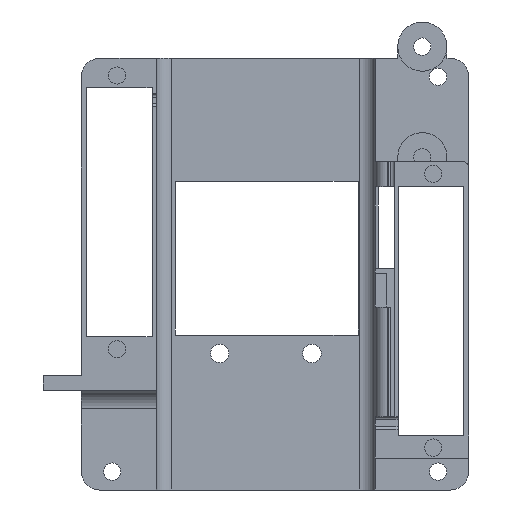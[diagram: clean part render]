
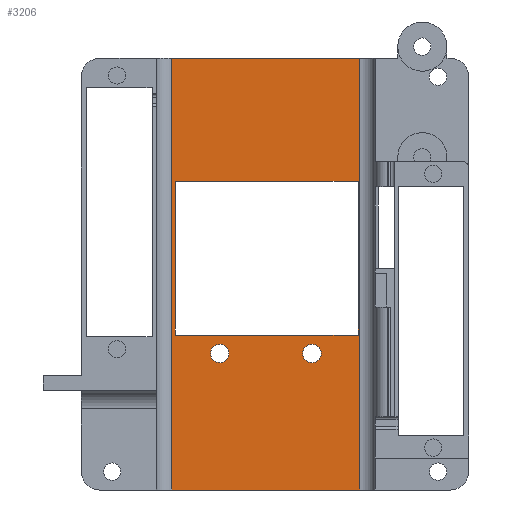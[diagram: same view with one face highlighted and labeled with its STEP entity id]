
A CAD part, front view. The second image highlights one B-rep face of the part: STEP entity #3206.
In plain terms, the highlighted planar face has unit normal (0, -1, 0).
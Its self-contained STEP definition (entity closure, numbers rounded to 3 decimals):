
#113=FACE_BOUND('',#450,.T.);
#114=FACE_BOUND('',#451,.T.);
#115=FACE_BOUND('',#452,.T.);
#245=FACE_OUTER_BOUND('',#449,.T.);
#449=EDGE_LOOP('',(#2799,#2800,#2801,#2802));
#450=EDGE_LOOP('',(#2803));
#451=EDGE_LOOP('',(#2804,#2805,#2806,#2807));
#452=EDGE_LOOP('',(#2808));
#594=CIRCLE('',#3490,1.5);
#595=CIRCLE('',#3491,1.5);
#792=LINE('',#4933,#1142);
#892=LINE('',#5209,#1242);
#893=LINE('',#5213,#1243);
#900=LINE('',#5243,#1250);
#901=LINE('',#5248,#1251);
#902=LINE('',#5250,#1252);
#903=LINE('',#5252,#1253);
#904=LINE('',#5253,#1254);
#1142=VECTOR('',#3981,10.);
#1242=VECTOR('',#4251,10.);
#1243=VECTOR('',#4256,10.);
#1250=VECTOR('',#4301,10.);
#1251=VECTOR('',#4304,10.);
#1252=VECTOR('',#4305,10.);
#1253=VECTOR('',#4306,10.);
#1254=VECTOR('',#4307,10.);
#1481=VERTEX_POINT('',#4930);
#1482=VERTEX_POINT('',#4932);
#1573=VERTEX_POINT('',#5207);
#1574=VERTEX_POINT('',#5211);
#1579=VERTEX_POINT('',#5244);
#1580=VERTEX_POINT('',#5246);
#1581=VERTEX_POINT('',#5247);
#1582=VERTEX_POINT('',#5249);
#1583=VERTEX_POINT('',#5251);
#1584=VERTEX_POINT('',#5254);
#1854=EDGE_CURVE('',#1481,#1482,#792,.T.);
#1992=EDGE_CURVE('',#1482,#1573,#892,.T.);
#1994=EDGE_CURVE('',#1574,#1481,#893,.T.);
#2007=EDGE_CURVE('',#1574,#1573,#900,.T.);
#2008=EDGE_CURVE('',#1579,#1579,#594,.T.);
#2009=EDGE_CURVE('',#1580,#1581,#901,.T.);
#2010=EDGE_CURVE('',#1582,#1580,#902,.T.);
#2011=EDGE_CURVE('',#1583,#1582,#903,.T.);
#2012=EDGE_CURVE('',#1581,#1583,#904,.T.);
#2013=EDGE_CURVE('',#1584,#1584,#595,.T.);
#2799=ORIENTED_EDGE('',*,*,#1992,.F.);
#2800=ORIENTED_EDGE('',*,*,#1854,.F.);
#2801=ORIENTED_EDGE('',*,*,#1994,.F.);
#2802=ORIENTED_EDGE('',*,*,#2007,.T.);
#2803=ORIENTED_EDGE('',*,*,#2008,.F.);
#2804=ORIENTED_EDGE('',*,*,#2009,.F.);
#2805=ORIENTED_EDGE('',*,*,#2010,.F.);
#2806=ORIENTED_EDGE('',*,*,#2011,.F.);
#2807=ORIENTED_EDGE('',*,*,#2012,.F.);
#2808=ORIENTED_EDGE('',*,*,#2013,.F.);
#3053=PLANE('',#3489);
#3206=ADVANCED_FACE('',(#245,#113,#114,#115),#3053,.F.);
#3489=AXIS2_PLACEMENT_3D('',#5242,#4299,#4300);
#3490=AXIS2_PLACEMENT_3D('',#5245,#4302,#4303);
#3491=AXIS2_PLACEMENT_3D('',#5255,#4308,#4309);
#3981=DIRECTION('',(1.,0.,0.));
#4251=DIRECTION('',(0.,0.,-1.));
#4256=DIRECTION('',(0.,0.,1.));
#4299=DIRECTION('center_axis',(0.,1.,0.));
#4300=DIRECTION('ref_axis',(1.,0.,0.));
#4301=DIRECTION('',(1.,0.,0.));
#4302=DIRECTION('center_axis',(0.,-1.,0.));
#4303=DIRECTION('ref_axis',(1.,0.,0.));
#4304=DIRECTION('',(0.,0.,-1.));
#4305=DIRECTION('',(-1.,0.,0.));
#4306=DIRECTION('',(0.,0.,1.));
#4307=DIRECTION('',(1.,0.,0.));
#4308=DIRECTION('center_axis',(0.,-1.,0.));
#4309=DIRECTION('ref_axis',(1.,0.,0.));
#4930=CARTESIAN_POINT('',(-15.3,0.,48.));
#4932=CARTESIAN_POINT('',(15.3,0.,48.));
#4933=CARTESIAN_POINT('',(-27.,0.,48.));
#5207=CARTESIAN_POINT('',(15.3,0.,-22.2));
#5209=CARTESIAN_POINT('',(15.3,0.,30.45));
#5211=CARTESIAN_POINT('',(-15.3,0.,-22.2));
#5213=CARTESIAN_POINT('',(-15.3,0.,-4.65));
#5242=CARTESIAN_POINT('Origin',(1.5,0.,12.9));
#5243=CARTESIAN_POINT('',(-27.,0.,-22.2));
#5244=CARTESIAN_POINT('',(-9.,0.,0.));
#5245=CARTESIAN_POINT('Origin',(-7.5,0.,0.));
#5246=CARTESIAN_POINT('',(-14.7,0.,28.));
#5247=CARTESIAN_POINT('',(-14.7,0.,3.));
#5248=CARTESIAN_POINT('',(-14.7,0.,3.));
#5249=CARTESIAN_POINT('',(15.,0.,28.));
#5250=CARTESIAN_POINT('',(-14.7,0.,28.));
#5251=CARTESIAN_POINT('',(15.,0.,3.));
#5252=CARTESIAN_POINT('',(15.,0.,3.));
#5253=CARTESIAN_POINT('',(-14.7,0.,3.));
#5254=CARTESIAN_POINT('',(6.,0.,0.));
#5255=CARTESIAN_POINT('Origin',(7.5,0.,0.));
